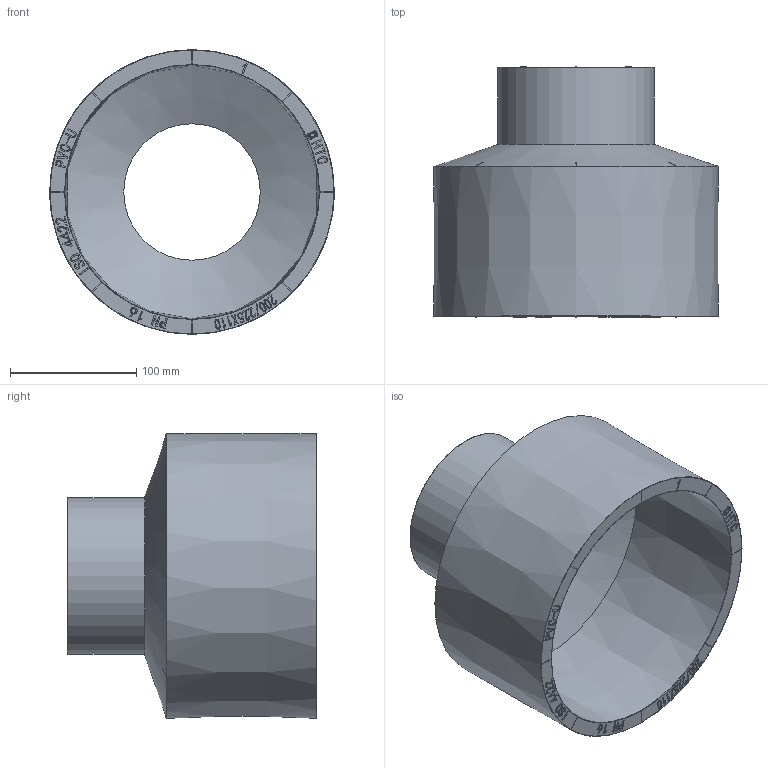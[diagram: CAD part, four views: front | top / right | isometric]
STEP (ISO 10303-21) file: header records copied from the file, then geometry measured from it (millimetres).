
FILE_DESCRIPTION(/* description */ (''),/* implementation_level */ '2;1');
FILE_NAME(/* name */ 'Z1Q200110.stp',/* time_stamp */ '2024-10-12T14:44:41+08:00',/* author */ (''),/* organization */ (''),/* preprocessor_version */ 'ST-DEVELOPER v16',/* originating_system */ 'SIEMENS PLM Software NX 10.0',/* authorisation */ '');
FILE_SCHEMA (('AUTOMOTIVE_DESIGN { 1 0 10303 214 3 1 1 1 }'));
Length unit declared in the file: millimetre
Products named in the file (1): gelv159C996B7vmk
Bounding box: 225.12 x 197.49 x 225.12 mm (x, y, z)
Volume: 1475886.6 mm3; surface area: 263337.6 mm2
Topology: 1 solids, 1 shells, 1456 faces, 4198 edges, 2739 vertices
Faces by surface type: plane 1326, sphere 64, cylinder 24, bspline 17, torus 12, extrusion 7, cone 6
Full cylindrical faces by diameter (mm): 3.2 x1, 4.8 x1, 107.9 x1, 124 x1
Entity records: 52533 total; most frequent: CARTESIAN_POINT 19696, ORIENTED_EDGE 8266, DIRECTION 4623, EDGE_CURVE 4133, VERTEX_POINT 2735, B_SPLINE_CURVE_WITH_KNOTS 2608, AXIS2_PLACEMENT_3D 1650, EDGE_LOOP 1514
